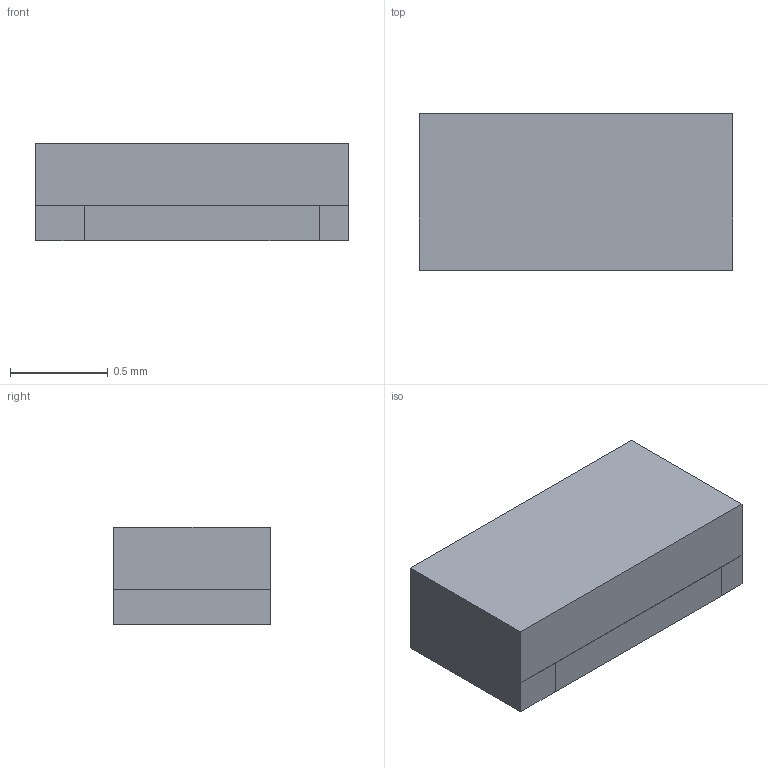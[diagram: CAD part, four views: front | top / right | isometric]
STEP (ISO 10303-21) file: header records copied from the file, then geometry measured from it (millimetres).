
FILE_DESCRIPTION(('FreeCAD Model'),'2;1');
FILE_NAME('Open CASCADE Shape Model','2021-04-05T01:55:23',('Author'),( ''),'Open CASCADE STEP processor 7.4','FreeCAD','Unknown');
FILE_SCHEMA(('AUTOMOTIVE_DESIGN { 1 0 10303 214 1 1 1 1 }'));
Length unit declared in the file: millimetre
Products named in the file (3): Kingbright_APHF1608x; Pad003; Pads
Assembly tree (2 placements, depth 2):
  Kingbright_APHF1608x
    Pad003
    Pads
Bounding box: 1.6 x 0.8 x 0.5 mm (x, y, z)
Volume: 0.6 mm3; surface area: 7.6 mm2
Topology: 2 solids, 2 shells, 39 faces, 88 edges, 56 vertices
Faces by surface type: plane 39
Entity records: 2503 total; most frequent: CARTESIAN_POINT 362, DIRECTION 348, LINE 264, VECTOR 264, ORIENTED_EDGE 176, PCURVE 176, DEFINITIONAL_REPRESENTATION 176, EDGE_CURVE 88
